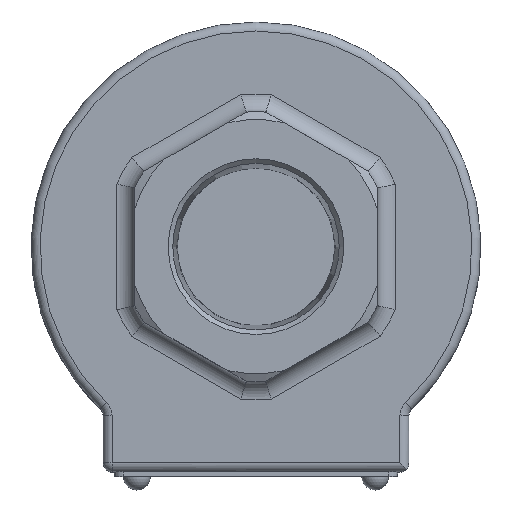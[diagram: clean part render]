
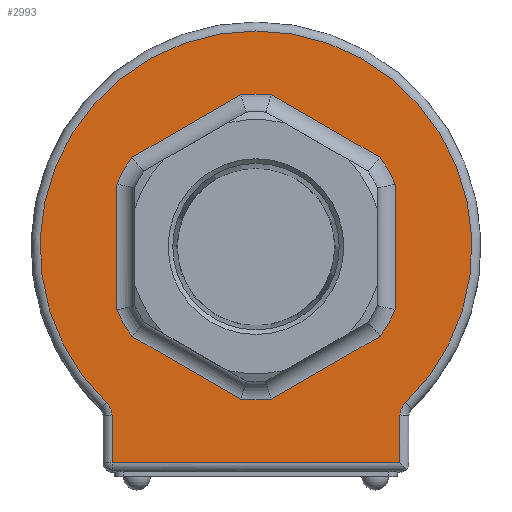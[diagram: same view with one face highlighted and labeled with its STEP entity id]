
A CAD part, top view. The second image highlights one B-rep face of the part: STEP entity #2993.
In plain terms, the highlighted planar face has unit normal (0, 0, 1).
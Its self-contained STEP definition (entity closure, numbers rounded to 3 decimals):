
#81=FACE_BOUND('',#529,.T.);
#175=PLANE('',#3312);
#338=FACE_OUTER_BOUND('',#528,.T.);
#528=EDGE_LOOP('',(#2509,#2510,#2511,#2512,#2513,#2514));
#529=EDGE_LOOP('',(#2515,#2516,#2517,#2518,#2519,#2520,#2521,#2522,#2523,
#2524,#2525,#2526));
#744=LINE('',#5266,#960);
#745=LINE('',#5268,#961);
#747=LINE('',#5271,#963);
#748=LINE('',#5273,#964);
#750=LINE('',#5276,#966);
#752=LINE('',#5279,#968);
#757=LINE('',#5324,#973);
#758=LINE('',#5328,#974);
#759=LINE('',#5329,#975);
#960=VECTOR('',#3998,10.);
#961=VECTOR('',#4001,10.);
#963=VECTOR('',#4005,10.);
#964=VECTOR('',#4008,10.);
#966=VECTOR('',#4012,10.);
#968=VECTOR('',#4016,10.);
#973=VECTOR('',#4053,10.);
#974=VECTOR('',#4058,10.);
#975=VECTOR('',#4059,10.);
#1115=CIRCLE('',#3278,17.);
#1116=CIRCLE('',#3280,17.);
#1117=CIRCLE('',#3282,17.);
#1118=CIRCLE('',#3284,17.);
#1119=CIRCLE('',#3286,17.);
#1120=CIRCLE('',#3288,17.);
#1124=CIRCLE('',#3299,24.);
#1126=CIRCLE('',#3302,2.);
#1130=CIRCLE('',#3308,2.);
#1371=VERTEX_POINT('',#5074);
#1372=VERTEX_POINT('',#5089);
#1373=VERTEX_POINT('',#5106);
#1374=VERTEX_POINT('',#5107);
#1375=VERTEX_POINT('',#5138);
#1376=VERTEX_POINT('',#5153);
#1377=VERTEX_POINT('',#5170);
#1378=VERTEX_POINT('',#5171);
#1379=VERTEX_POINT('',#5202);
#1380=VERTEX_POINT('',#5217);
#1381=VERTEX_POINT('',#5234);
#1382=VERTEX_POINT('',#5235);
#1383=VERTEX_POINT('',#5281);
#1386=VERTEX_POINT('',#5286);
#1387=VERTEX_POINT('',#5290);
#1395=VERTEX_POINT('',#5314);
#1398=VERTEX_POINT('',#5323);
#1399=VERTEX_POINT('',#5327);
#1746=EDGE_CURVE('',#1371,#1372,#1115,.T.);
#1748=EDGE_CURVE('',#1373,#1374,#1116,.T.);
#1752=EDGE_CURVE('',#1375,#1376,#1117,.T.);
#1754=EDGE_CURVE('',#1377,#1378,#1118,.T.);
#1758=EDGE_CURVE('',#1379,#1380,#1119,.T.);
#1760=EDGE_CURVE('',#1381,#1382,#1120,.T.);
#1763=EDGE_CURVE('',#1382,#1379,#744,.T.);
#1764=EDGE_CURVE('',#1378,#1381,#745,.T.);
#1766=EDGE_CURVE('',#1380,#1375,#747,.T.);
#1767=EDGE_CURVE('',#1374,#1377,#748,.T.);
#1769=EDGE_CURVE('',#1376,#1371,#750,.T.);
#1771=EDGE_CURVE('',#1372,#1373,#752,.T.);
#1775=EDGE_CURVE('',#1386,#1383,#1124,.T.);
#1777=EDGE_CURVE('',#1387,#1386,#1126,.T.);
#1786=EDGE_CURVE('',#1383,#1395,#1130,.T.);
#1789=EDGE_CURVE('',#1395,#1398,#757,.T.);
#1791=EDGE_CURVE('',#1398,#1399,#758,.T.);
#1792=EDGE_CURVE('',#1399,#1387,#759,.T.);
#2509=ORIENTED_EDGE('',*,*,#1791,.F.);
#2510=ORIENTED_EDGE('',*,*,#1789,.F.);
#2511=ORIENTED_EDGE('',*,*,#1786,.F.);
#2512=ORIENTED_EDGE('',*,*,#1775,.F.);
#2513=ORIENTED_EDGE('',*,*,#1777,.F.);
#2514=ORIENTED_EDGE('',*,*,#1792,.F.);
#2515=ORIENTED_EDGE('',*,*,#1763,.F.);
#2516=ORIENTED_EDGE('',*,*,#1760,.F.);
#2517=ORIENTED_EDGE('',*,*,#1764,.F.);
#2518=ORIENTED_EDGE('',*,*,#1754,.F.);
#2519=ORIENTED_EDGE('',*,*,#1767,.F.);
#2520=ORIENTED_EDGE('',*,*,#1748,.F.);
#2521=ORIENTED_EDGE('',*,*,#1771,.F.);
#2522=ORIENTED_EDGE('',*,*,#1746,.F.);
#2523=ORIENTED_EDGE('',*,*,#1769,.F.);
#2524=ORIENTED_EDGE('',*,*,#1752,.F.);
#2525=ORIENTED_EDGE('',*,*,#1766,.F.);
#2526=ORIENTED_EDGE('',*,*,#1758,.F.);
#2993=ADVANCED_FACE('',(#338,#81),#175,.T.);
#3278=AXIS2_PLACEMENT_3D('',#5090,#3974,#3975);
#3280=AXIS2_PLACEMENT_3D('',#5108,#3978,#3979);
#3282=AXIS2_PLACEMENT_3D('',#5154,#3982,#3983);
#3284=AXIS2_PLACEMENT_3D('',#5172,#3986,#3987);
#3286=AXIS2_PLACEMENT_3D('',#5218,#3990,#3991);
#3288=AXIS2_PLACEMENT_3D('',#5236,#3994,#3995);
#3299=AXIS2_PLACEMENT_3D('',#5288,#4025,#4026);
#3302=AXIS2_PLACEMENT_3D('',#5293,#4031,#4032);
#3308=AXIS2_PLACEMENT_3D('',#5317,#4046,#4047);
#3312=AXIS2_PLACEMENT_3D('',#5326,#4056,#4057);
#3974=DIRECTION('center_axis',(0.,0.,1.));
#3975=DIRECTION('ref_axis',(0.866,0.5,0.));
#3978=DIRECTION('center_axis',(0.,0.,1.));
#3979=DIRECTION('ref_axis',(0.,1.,0.));
#3982=DIRECTION('center_axis',(0.,0.,1.));
#3983=DIRECTION('ref_axis',(0.866,-0.5,0.));
#3986=DIRECTION('center_axis',(0.,0.,1.));
#3987=DIRECTION('ref_axis',(-0.866,0.5,0.));
#3990=DIRECTION('center_axis',(0.,0.,1.));
#3991=DIRECTION('ref_axis',(0.,-1.,0.));
#3994=DIRECTION('center_axis',(0.,0.,1.));
#3995=DIRECTION('ref_axis',(-0.866,-0.5,0.));
#3998=DIRECTION('',(0.866,-0.5,0.));
#4001=DIRECTION('',(0.,-1.,0.));
#4005=DIRECTION('',(0.866,0.5,0.));
#4008=DIRECTION('',(-0.866,-0.5,0.));
#4012=DIRECTION('',(0.,1.,0.));
#4016=DIRECTION('',(-0.866,0.5,0.));
#4025=DIRECTION('center_axis',(0.,0.,-1.));
#4026=DIRECTION('ref_axis',(0.,1.,0.));
#4031=DIRECTION('center_axis',(0.,0.,1.));
#4032=DIRECTION('ref_axis',(0.92,0.392,0.));
#4046=DIRECTION('center_axis',(0.,0.,1.));
#4047=DIRECTION('ref_axis',(-0.92,0.392,0.));
#4053=DIRECTION('',(0.,-1.,0.));
#4056=DIRECTION('center_axis',(0.,0.,1.));
#4057=DIRECTION('ref_axis',(1.,0.,0.));
#4058=DIRECTION('',(-1.,0.,0.));
#4059=DIRECTION('',(0.,1.,0.));
#5074=CARTESIAN_POINT('',(15.5,6.982,40.5));
#5089=CARTESIAN_POINT('',(13.797,9.932,40.5));
#5090=CARTESIAN_POINT('Origin',(0.,0.,40.5));
#5106=CARTESIAN_POINT('',(1.703,16.914,40.5));
#5107=CARTESIAN_POINT('',(-1.703,16.914,40.5));
#5108=CARTESIAN_POINT('Origin',(0.,0.,40.5));
#5138=CARTESIAN_POINT('',(13.797,-9.932,40.5));
#5153=CARTESIAN_POINT('',(15.5,-6.982,40.5));
#5154=CARTESIAN_POINT('Origin',(0.,0.,40.5));
#5170=CARTESIAN_POINT('',(-13.797,9.932,40.5));
#5171=CARTESIAN_POINT('',(-15.5,6.982,40.5));
#5172=CARTESIAN_POINT('Origin',(0.,0.,40.5));
#5202=CARTESIAN_POINT('',(-1.703,-16.914,40.5));
#5217=CARTESIAN_POINT('',(1.703,-16.914,40.5));
#5218=CARTESIAN_POINT('Origin',(0.,0.,40.5));
#5234=CARTESIAN_POINT('',(-15.5,-6.982,40.5));
#5235=CARTESIAN_POINT('',(-13.797,-9.932,40.5));
#5236=CARTESIAN_POINT('Origin',(0.,0.,40.5));
#5266=CARTESIAN_POINT('',(-11.125,-11.475,40.5));
#5268=CARTESIAN_POINT('',(-15.5,3.897,40.5));
#5271=CARTESIAN_POINT('',(4.375,-15.372,40.5));
#5273=CARTESIAN_POINT('',(-4.375,15.372,40.5));
#5276=CARTESIAN_POINT('',(15.5,-3.897,40.5));
#5279=CARTESIAN_POINT('',(11.125,11.475,40.5));
#5281=CARTESIAN_POINT('',(16.615,-17.318,40.5));
#5286=CARTESIAN_POINT('',(-16.615,-17.318,40.5));
#5288=CARTESIAN_POINT('Origin',(0.,0.,40.5));
#5290=CARTESIAN_POINT('',(-16.,-18.762,40.5));
#5293=CARTESIAN_POINT('Origin',(-18.,-18.762,40.5));
#5314=CARTESIAN_POINT('',(16.,-18.762,40.5));
#5317=CARTESIAN_POINT('Origin',(18.,-18.762,40.5));
#5323=CARTESIAN_POINT('',(16.,-24.,40.5));
#5324=CARTESIAN_POINT('',(16.,-12.5,40.5));
#5326=CARTESIAN_POINT('Origin',(0.,0.,40.5));
#5327=CARTESIAN_POINT('',(-16.,-24.,40.5));
#5328=CARTESIAN_POINT('',(0.,-24.,40.5));
#5329=CARTESIAN_POINT('',(-16.,-12.5,40.5));
